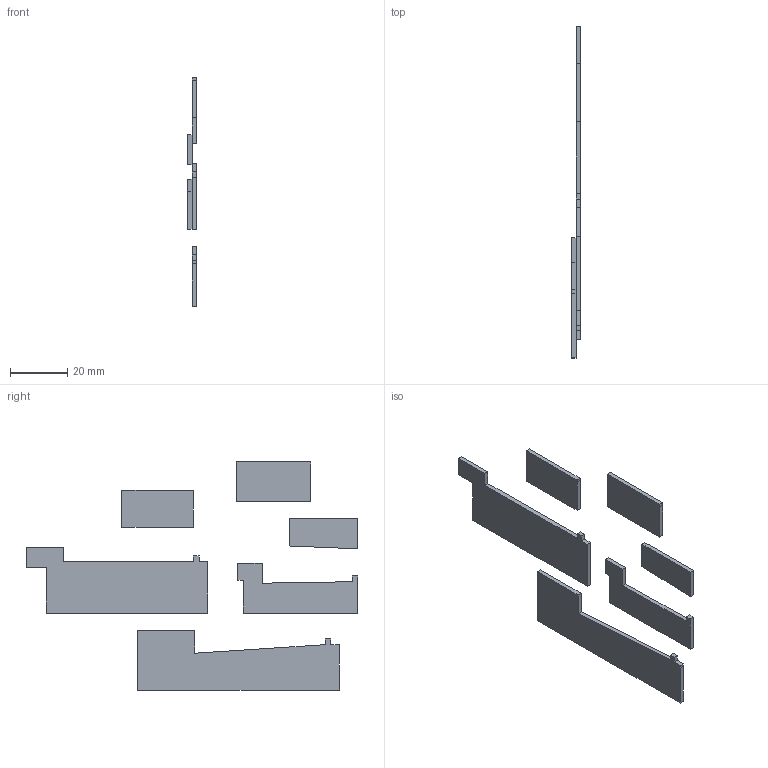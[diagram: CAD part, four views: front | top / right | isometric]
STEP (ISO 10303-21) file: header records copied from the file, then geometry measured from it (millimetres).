
FILE_DESCRIPTION(/* description */ ('AP-214 File'),/* implementation_level */ '2;1');
FILE_NAME(/* name */ 'plaque ep 1.5',/* time_stamp */ '2022-01-24T10:36:01+01:00',/* author */ (''),/* organization */ (''),/* preprocessor_version */ 'ST-DEVELOPER v9',/* originating_system */ 'Delcam Exchange5.8.1002',/* authorisation */ '');
FILE_SCHEMA (('AUTOMOTIVE_DESIGN_CC2'));
Bounding box: 3 x 116 x 80 mm (x, y, z)
Surface area: 8438.2 mm2 (no closed solid volume)
Topology: 0 solids, 62 shells, 62 faces, 300 edges, 300 vertices
Faces by surface type: plane 56, bspline 6
Entity records: 2697 total; most frequent: CARTESIAN_POINT 981, ORIENTED_EDGE 300, EDGE_CURVE 300, B_SPLINE_CURVE_WITH_KNOTS 300, VERTEX_POINT 300, DIRECTION 114, STYLED_ITEM 68, ADVANCED_FACE 62
